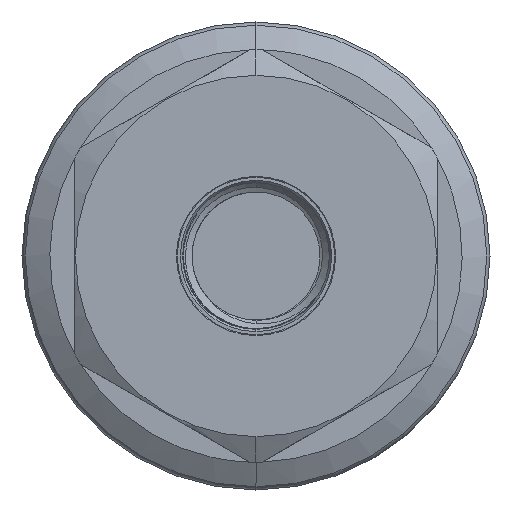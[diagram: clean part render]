
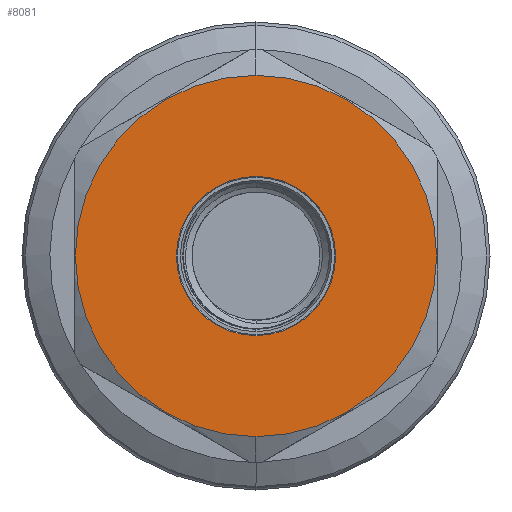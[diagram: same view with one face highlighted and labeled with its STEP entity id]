
A CAD part, left-side view. The second image highlights one B-rep face of the part: STEP entity #8081.
In plain terms, the highlighted planar face has unit normal (-1, 0, 0).
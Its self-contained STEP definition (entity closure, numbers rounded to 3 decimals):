
#10 = CARTESIAN_POINT ( 'NONE',  ( 0., 0., 0. ) ) ;
#11 = DIRECTION ( 'NONE',  ( -1., 0., 0. ) ) ;
#12 = DIRECTION ( 'NONE',  ( 0., 0., 1. ) ) ;
#585 = AXIS2_PLACEMENT_3D ( 'NONE', #12097, #12098, #12099 ) ;
#587 = AXIS2_PLACEMENT_3D ( 'NONE', #6147, #6148, #6149 ) ;
#595 = AXIS2_PLACEMENT_3D ( 'NONE', #6142, #6143, #6144 ) ;
#619 = AXIS2_PLACEMENT_3D ( 'NONE', #10, #11, #12 ) ;
#707 = AXIS2_PLACEMENT_3D ( 'NONE', #7051, #7061, #7062 ) ;
#2045 = EDGE_CURVE ( 'NONE', #10281, #10283, #8624, .T. ) ;
#2109 = EDGE_CURVE ( 'NONE', #10255, #10258, #8679, .T. ) ;
#2378 = EDGE_CURVE ( 'NONE', #10283, #10281, #8890, .T. ) ;
#2379 = EDGE_CURVE ( 'NONE', #10258, #10255, #8894, .T. ) ;
#3447 = CARTESIAN_POINT ( 'NONE',  ( 0., 0., -20.5 ) ) ;
#3453 = CARTESIAN_POINT ( 'NONE',  ( 0., 0., -9.03 ) ) ;
#3454 = CARTESIAN_POINT ( 'NONE',  ( 0., 0., 20.5 ) ) ;
#3465 = CARTESIAN_POINT ( 'NONE',  ( 0., 0., 9.03 ) ) ;
#3892 = ORIENTED_EDGE ( 'NONE', *, *, #2378, .F. ) ;
#3893 = ORIENTED_EDGE ( 'NONE', *, *, #2109, .T. ) ;
#3894 = ORIENTED_EDGE ( 'NONE', *, *, #2045, .F. ) ;
#3897 = ORIENTED_EDGE ( 'NONE', *, *, #2379, .T. ) ;
#5619 = EDGE_LOOP ( 'NONE', ( #3892, #3894 ) ) ;
#5629 = EDGE_LOOP ( 'NONE', ( #3897, #3893 ) ) ;
#6142 = CARTESIAN_POINT ( 'NONE',  ( 0., 0., 0. ) ) ;
#6143 = DIRECTION ( 'NONE',  ( -1., 0., 0. ) ) ;
#6144 = DIRECTION ( 'NONE',  ( 0., 0., 1. ) ) ;
#6147 = CARTESIAN_POINT ( 'NONE',  ( 0., 0., 0. ) ) ;
#6148 = DIRECTION ( 'NONE',  ( -1., 0., 0. ) ) ;
#6149 = DIRECTION ( 'NONE',  ( 0., 0., 1. ) ) ;
#7051 = CARTESIAN_POINT ( 'NONE',  ( 0., -20.6, -11.893 ) ) ;
#7059 = PLANE ( 'NONE',  #707 ) ;
#7061 = DIRECTION ( 'NONE',  ( -1., 0., 0. ) ) ;
#7062 = DIRECTION ( 'NONE',  ( 0., 0., 1. ) ) ;
#8081 = ADVANCED_FACE ( 'NONE', ( #9100, #9106 ), #7059, .T. ) ;
#8624 = CIRCLE ( 'NONE', #585, 9.03 ) ;
#8679 = CIRCLE ( 'NONE', #619, 20.5 ) ;
#8890 = CIRCLE ( 'NONE', #595, 9.03 ) ;
#8894 = CIRCLE ( 'NONE', #587, 20.5 ) ;
#9100 = FACE_OUTER_BOUND ( 'NONE', #5629, .T. ) ;
#9106 = FACE_BOUND ( 'NONE', #5619, .T. ) ;
#10255 = VERTEX_POINT ( 'NONE', #3454 ) ;
#10258 = VERTEX_POINT ( 'NONE', #3447 ) ;
#10281 = VERTEX_POINT ( 'NONE', #3453 ) ;
#10283 = VERTEX_POINT ( 'NONE', #3465 ) ;
#12097 = CARTESIAN_POINT ( 'NONE',  ( 0., 0., 0. ) ) ;
#12098 = DIRECTION ( 'NONE',  ( -1., 0., 0. ) ) ;
#12099 = DIRECTION ( 'NONE',  ( 0., 0., 1. ) ) ;
